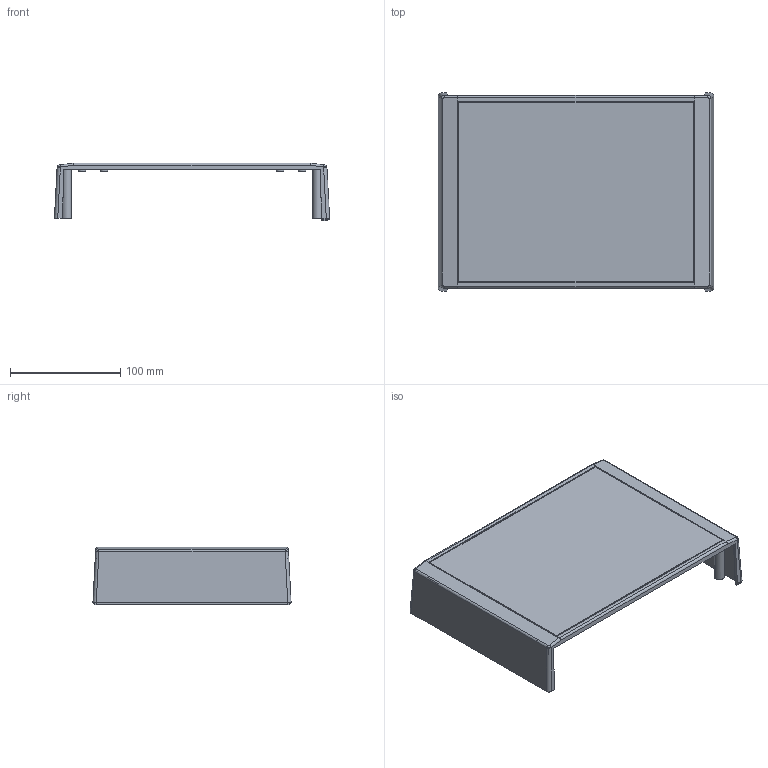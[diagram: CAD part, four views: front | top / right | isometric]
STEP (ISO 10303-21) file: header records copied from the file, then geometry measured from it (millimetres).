
FILE_DESCRIPTION((''),'2;1');
FILE_NAME('2091_LARGE_BOTTOM_T_CCT','2009-02-03T',('oluf'),(''),'PRO/ENGINEER BY PARAMETRIC TECHNOLOGY CORPORATION, 2001440','PRO/ENGINEER BY PARAMETRIC TECHNOLOGY CORPORATION, 2001440','');
FILE_SCHEMA(('CONFIG_CONTROL_DESIGN'));
Length unit declared in the file: millimetre
Products named in the file (1): 2091_LARGE_BOTTOM_T_CCT
Bounding box: 250 x 180 x 52.5 mm (x, y, z)
Volume: 173534 mm3; surface area: 138613.9 mm2
Topology: 1 solids, 1 shells, 201 faces, 508 edges, 328 vertices
Faces by surface type: plane 119, cylinder 38, cone 32, bspline 8, sphere 4
Entity records: 6543 total; most frequent: CARTESIAN_POINT 1669, ORIENTED_EDGE 1008, DIRECTION 980, EDGE_CURVE 504, VECTOR 328, LINE 328, VERTEX_POINT 328, AXIS2_PLACEMENT_3D 326
